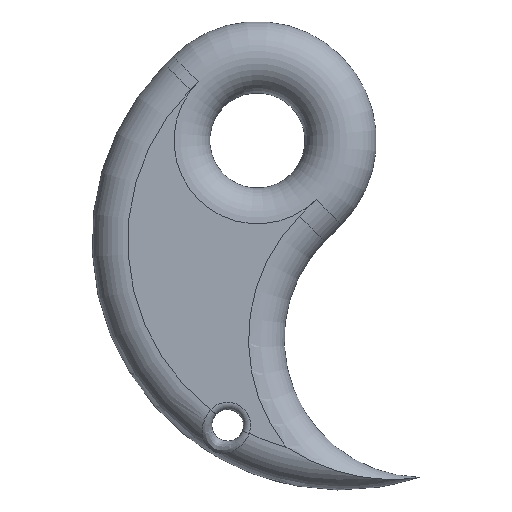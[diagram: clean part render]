
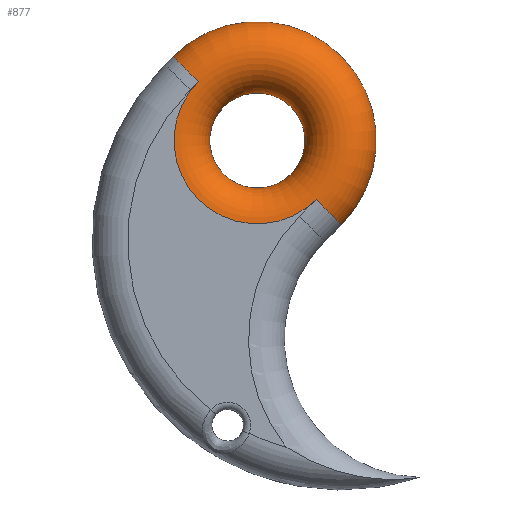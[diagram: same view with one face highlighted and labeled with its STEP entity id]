
A CAD part, left-side view. The second image highlights one B-rep face of the part: STEP entity #877.
In plain terms, the highlighted toroidal (fillet/blend) face has major radius 5.25 mm and minor radius 2.25 mm.
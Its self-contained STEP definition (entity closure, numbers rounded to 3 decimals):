
#56=TOROIDAL_SURFACE('',#979,5.25,2.25);
#91=FACE_OUTER_BOUND('',#150,.T.);
#150=EDGE_LOOP('',(#653,#654,#655,#656,#657,#658,#659,#660,#661));
#282=CIRCLE('',#954,5.25);
#283=CIRCLE('',#955,5.25);
#291=CIRCLE('',#968,7.5);
#294=CIRCLE('',#973,2.25);
#296=CIRCLE('',#976,2.25);
#297=CIRCLE('',#980,3.);
#298=CIRCLE('',#981,2.25);
#299=CIRCLE('',#982,3.);
#364=VERTEX_POINT('',#1617);
#365=VERTEX_POINT('',#1619);
#366=VERTEX_POINT('',#1621);
#377=VERTEX_POINT('',#1650);
#378=VERTEX_POINT('',#1654);
#380=VERTEX_POINT('',#1687);
#381=VERTEX_POINT('',#1688);
#453=EDGE_CURVE('',#365,#364,#282,.T.);
#454=EDGE_CURVE('',#366,#365,#283,.T.);
#471=EDGE_CURVE('',#377,#378,#291,.T.);
#475=EDGE_CURVE('',#366,#378,#294,.T.);
#478=EDGE_CURVE('',#364,#377,#296,.T.);
#480=EDGE_CURVE('',#380,#381,#297,.T.);
#481=EDGE_CURVE('',#381,#365,#298,.T.);
#482=EDGE_CURVE('',#381,#380,#299,.T.);
#653=ORIENTED_EDGE('',*,*,#480,.T.);
#654=ORIENTED_EDGE('',*,*,#481,.T.);
#655=ORIENTED_EDGE('',*,*,#453,.T.);
#656=ORIENTED_EDGE('',*,*,#478,.T.);
#657=ORIENTED_EDGE('',*,*,#471,.T.);
#658=ORIENTED_EDGE('',*,*,#475,.F.);
#659=ORIENTED_EDGE('',*,*,#454,.T.);
#660=ORIENTED_EDGE('',*,*,#481,.F.);
#661=ORIENTED_EDGE('',*,*,#482,.T.);
#877=ADVANCED_FACE('',(#91),#56,.T.);
#954=AXIS2_PLACEMENT_3D('',#1620,#1122,#1123);
#955=AXIS2_PLACEMENT_3D('',#1622,#1124,#1125);
#968=AXIS2_PLACEMENT_3D('',#1656,#1159,#1160);
#973=AXIS2_PLACEMENT_3D('',#1678,#1169,#1170);
#976=AXIS2_PLACEMENT_3D('',#1682,#1176,#1177);
#979=AXIS2_PLACEMENT_3D('',#1686,#1183,#1184);
#980=AXIS2_PLACEMENT_3D('',#1689,#1185,#1186);
#981=AXIS2_PLACEMENT_3D('',#1690,#1187,#1188);
#982=AXIS2_PLACEMENT_3D('',#1691,#1189,#1190);
#1122=DIRECTION('center_axis',(-1.,0.,0.));
#1123=DIRECTION('ref_axis',(0.,-0.707,-0.707));
#1124=DIRECTION('center_axis',(-1.,0.,0.));
#1125=DIRECTION('ref_axis',(0.,-0.707,-0.707));
#1159=DIRECTION('center_axis',(-1.,0.,0.));
#1160=DIRECTION('ref_axis',(0.,-0.707,0.707));
#1169=DIRECTION('center_axis',(0.,0.707,-0.707));
#1170=DIRECTION('ref_axis',(-1.,0.,0.));
#1176=DIRECTION('center_axis',(0.,-0.707,0.707));
#1177=DIRECTION('ref_axis',(-1.,0.,0.));
#1183=DIRECTION('center_axis',(-1.,0.,0.));
#1184=DIRECTION('ref_axis',(0.,-0.707,0.707));
#1185=DIRECTION('center_axis',(1.,0.,0.));
#1186=DIRECTION('ref_axis',(0.,-0.707,-0.707));
#1187=DIRECTION('center_axis',(0.,-0.707,-0.707));
#1188=DIRECTION('ref_axis',(0.,0.707,-0.707));
#1189=DIRECTION('center_axis',(1.,0.,0.));
#1190=DIRECTION('ref_axis',(0.,-0.707,-0.707));
#1617=CARTESIAN_POINT('',(-0.75,9.327,18.238));
#1619=CARTESIAN_POINT('',(-0.75,16.752,18.238));
#1620=CARTESIAN_POINT('Origin',(-0.75,13.039,21.95));
#1621=CARTESIAN_POINT('',(-0.75,16.752,25.663));
#1622=CARTESIAN_POINT('Origin',(-0.75,13.039,21.95));
#1650=CARTESIAN_POINT('',(1.5,7.736,16.647));
#1654=CARTESIAN_POINT('',(1.5,18.343,27.254));
#1656=CARTESIAN_POINT('Origin',(1.5,13.039,21.95));
#1678=CARTESIAN_POINT('Origin',(1.5,16.752,25.663));
#1682=CARTESIAN_POINT('Origin',(1.5,9.327,18.238));
#1686=CARTESIAN_POINT('Origin',(1.5,13.039,21.95));
#1687=CARTESIAN_POINT('',(1.5,15.161,24.072));
#1688=CARTESIAN_POINT('',(1.5,15.161,19.829));
#1689=CARTESIAN_POINT('Origin',(1.5,13.039,21.95));
#1690=CARTESIAN_POINT('Origin',(1.5,16.752,18.238));
#1691=CARTESIAN_POINT('Origin',(1.5,13.039,21.95));
